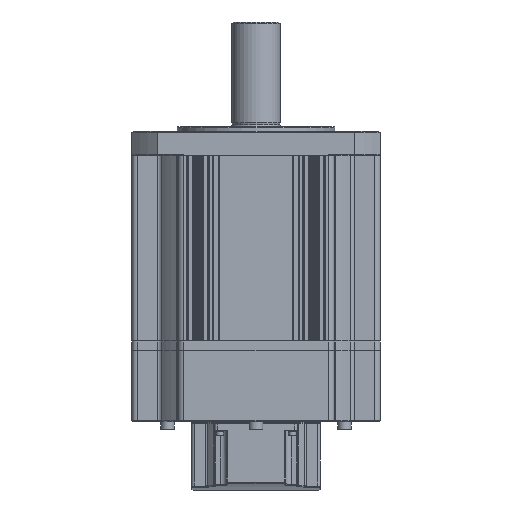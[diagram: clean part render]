
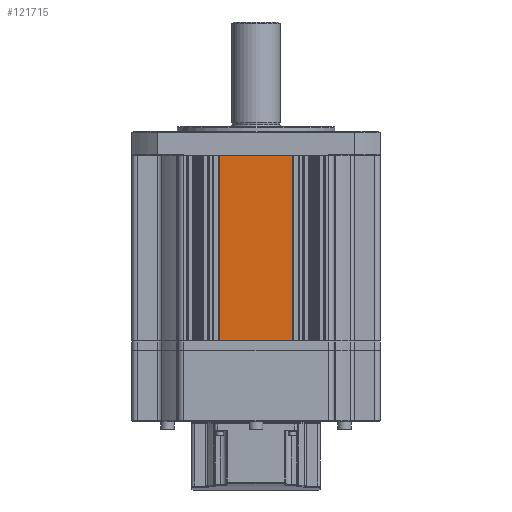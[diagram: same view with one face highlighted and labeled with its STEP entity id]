
A CAD part, front view. The second image highlights one B-rep face of the part: STEP entity #121715.
In plain terms, the highlighted planar face has unit normal (0, -1, 0).
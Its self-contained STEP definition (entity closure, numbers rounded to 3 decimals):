
#6895 = ORIENTED_EDGE ( 'NONE', *, *, #117494, .T. ) ;
#7011 = ORIENTED_EDGE ( 'NONE', *, *, #117114, .F. ) ;
#7056 = ORIENTED_EDGE ( 'NONE', *, *, #117458, .F. ) ;
#7064 = ORIENTED_EDGE ( 'NONE', *, *, #117487, .T. ) ;
#33499 = VERTEX_POINT ( 'NONE', #102856 ) ;
#33527 = VERTEX_POINT ( 'NONE', #103172 ) ;
#35981 = EDGE_LOOP ( 'NONE', ( #6895, #7056, #7011, #7064 ) ) ;
#39244 = CARTESIAN_POINT ( 'NONE',  ( 26.5, -90., 0. ) ) ;
#39343 = CARTESIAN_POINT ( 'NONE',  ( -26.5, -90., 0. ) ) ;
#52536 = VECTOR ( 'NONE', #70438, 1000. ) ;
#61742 = VECTOR ( 'NONE', #63176, 1000. ) ;
#61745 = VECTOR ( 'NONE', #63243, 1000. ) ;
#61772 = VECTOR ( 'NONE', #63226, 1000. ) ;
#63097 = LINE ( 'NONE', #63098, #61742 ) ;
#63098 = CARTESIAN_POINT ( 'NONE',  ( 26.5, -90., 0. ) ) ;
#63176 = DIRECTION ( 'NONE',  ( 0., 0., -1. ) ) ;
#63224 = CARTESIAN_POINT ( 'NONE',  ( -26.5, -90., 0. ) ) ;
#63226 = DIRECTION ( 'NONE',  ( 0., 0., -1. ) ) ;
#63228 = LINE ( 'NONE', #63224, #61772 ) ;
#63243 = DIRECTION ( 'NONE',  ( 1., 0., 0. ) ) ;
#63245 = CARTESIAN_POINT ( 'NONE',  ( 26.5, -90., -134. ) ) ;
#63250 = LINE ( 'NONE', #63245, #61745 ) ;
#64315 = VERTEX_POINT ( 'NONE', #39244 ) ;
#64379 = VERTEX_POINT ( 'NONE', #39343 ) ;
#70428 = LINE ( 'NONE', #70437, #52536 ) ;
#70437 = CARTESIAN_POINT ( 'NONE',  ( 0., -90., 0. ) ) ;
#70438 = DIRECTION ( 'NONE',  ( 1., 0., 0. ) ) ;
#88551 = AXIS2_PLACEMENT_3D ( 'NONE', #89588, #89577, #89569 ) ;
#89461 = FACE_OUTER_BOUND ( 'NONE', #35981, .T. ) ;
#89513 = PLANE ( 'NONE',  #88551 ) ;
#89569 = DIRECTION ( 'NONE',  ( -1., 0., 0. ) ) ;
#89577 = DIRECTION ( 'NONE',  ( 0., 1., 0. ) ) ;
#89588 = CARTESIAN_POINT ( 'NONE',  ( 26.5, -90., 0. ) ) ;
#102856 = CARTESIAN_POINT ( 'NONE',  ( 26.5, -90., -134. ) ) ;
#103172 = CARTESIAN_POINT ( 'NONE',  ( -26.5, -90., -134. ) ) ;
#117114 = EDGE_CURVE ( 'NONE', #64379, #64315, #70428, .T. ) ;
#117458 = EDGE_CURVE ( 'NONE', #64315, #33499, #63097, .T. ) ;
#117487 = EDGE_CURVE ( 'NONE', #64379, #33527, #63228, .T. ) ;
#117494 = EDGE_CURVE ( 'NONE', #33527, #33499, #63250, .T. ) ;
#121715 = ADVANCED_FACE ( 'NONE', ( #89461 ), #89513, .F. ) ;
